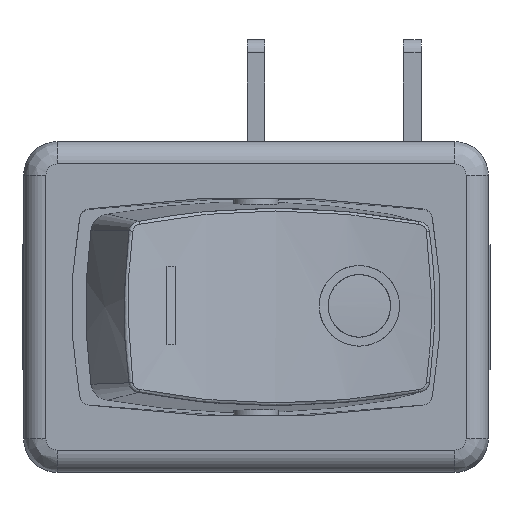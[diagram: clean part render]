
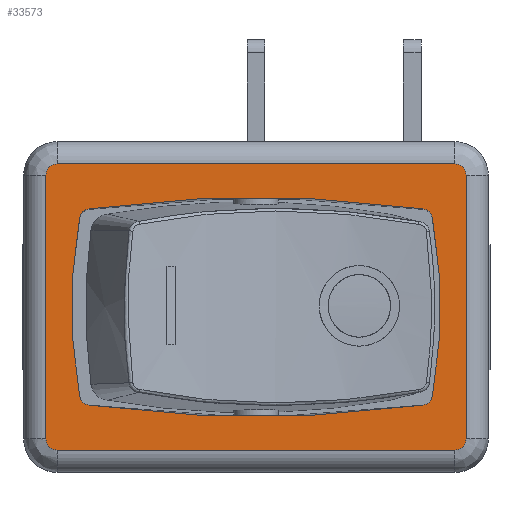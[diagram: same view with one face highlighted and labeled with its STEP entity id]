
A CAD part, top view. The second image highlights one B-rep face of the part: STEP entity #33573.
In plain terms, the highlighted planar face has unit normal (0, 0, 1).
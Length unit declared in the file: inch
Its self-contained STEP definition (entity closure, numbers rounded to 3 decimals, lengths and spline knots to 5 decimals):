
#32727=CARTESIAN_POINT('',(-0.29401,-0.17305,0.62992));
#32728=VERTEX_POINT('',#32727);
#32735=CARTESIAN_POINT('',(0.29401,-0.17305,0.62992));
#32736=VERTEX_POINT('',#32735);
#32737=CARTESIAN_POINT('',(0.,1.97226,0.62992));
#32738=DIRECTION('',(0.0,0.0,-1.0));
#32739=DIRECTION('',(0.136,0.991,0.0));
#32740=AXIS2_PLACEMENT_3D('',#32737,#32738,#32739);
#32741=CIRCLE('',#32740,2.16535);
#32742=EDGE_CURVE('',#32736,#32728,#32741,.T.);
#32773=CARTESIAN_POINT('',(0.3107,-0.15711,0.62992));
#32774=VERTEX_POINT('',#32773);
#32775=CARTESIAN_POINT('',(0.29134,-0.15354,0.62992));
#32776=DIRECTION('',(0.0,0.0,-1.0));
#32777=DIRECTION('',(-0.136,0.991,0.0));
#32778=AXIS2_PLACEMENT_3D('',#32775,#32776,#32777);
#32779=CIRCLE('',#32778,0.01969);
#32780=EDGE_CURVE('',#32774,#32736,#32779,.T.);
#32806=CARTESIAN_POINT('',(0.3107,0.15711,0.62992));
#32807=VERTEX_POINT('',#32806);
#32808=CARTESIAN_POINT('',(-0.54108,0.,0.62992));
#32809=DIRECTION('',(0.0,0.0,-1.0));
#32810=DIRECTION('',(-0.983,0.181,0.0));
#32811=AXIS2_PLACEMENT_3D('',#32808,#32809,#32810);
#32812=CIRCLE('',#32811,0.86614);
#32813=EDGE_CURVE('',#32807,#32774,#32812,.T.);
#32839=CARTESIAN_POINT('',(0.29401,0.17305,0.62992));
#32840=VERTEX_POINT('',#32839);
#32841=CARTESIAN_POINT('',(0.29134,0.15354,0.62992));
#32842=DIRECTION('',(0.0,0.0,-1.0));
#32843=DIRECTION('',(-0.983,-0.181,0.0));
#32844=AXIS2_PLACEMENT_3D('',#32841,#32842,#32843);
#32845=CIRCLE('',#32844,0.01969);
#32846=EDGE_CURVE('',#32840,#32807,#32845,.T.);
#32872=CARTESIAN_POINT('',(-0.29401,0.17305,0.62992));
#32873=VERTEX_POINT('',#32872);
#32874=CARTESIAN_POINT('',(0.,-1.97226,0.62992));
#32875=DIRECTION('',(0.0,0.0,-1.0));
#32876=DIRECTION('',(-0.136,-0.991,0.0));
#32877=AXIS2_PLACEMENT_3D('',#32874,#32875,#32876);
#32878=CIRCLE('',#32877,2.16535);
#32879=EDGE_CURVE('',#32873,#32840,#32878,.T.);
#32910=CARTESIAN_POINT('',(-0.3107,0.15711,0.62992));
#32911=VERTEX_POINT('',#32910);
#32912=CARTESIAN_POINT('',(-0.29134,0.15354,0.62992));
#32913=DIRECTION('',(0.0,0.0,-1.0));
#32914=DIRECTION('',(0.136,-0.991,0.0));
#32915=AXIS2_PLACEMENT_3D('',#32912,#32913,#32914);
#32916=CIRCLE('',#32915,0.01969);
#32917=EDGE_CURVE('',#32911,#32873,#32916,.T.);
#32943=CARTESIAN_POINT('',(-0.3107,-0.15711,0.62992));
#32944=VERTEX_POINT('',#32943);
#32945=CARTESIAN_POINT('',(0.54108,0.,0.62992));
#32946=DIRECTION('',(0.0,0.0,-1.0));
#32947=DIRECTION('',(0.983,-0.181,0.0));
#32948=AXIS2_PLACEMENT_3D('',#32945,#32946,#32947);
#32949=CIRCLE('',#32948,0.86614);
#32950=EDGE_CURVE('',#32944,#32911,#32949,.T.);
#32974=CARTESIAN_POINT('',(-0.29134,-0.15354,0.62992));
#32975=DIRECTION('',(0.0,0.0,-1.0));
#32976=DIRECTION('',(0.983,0.181,0.0));
#32977=AXIS2_PLACEMENT_3D('',#32974,#32975,#32976);
#32978=CIRCLE('',#32977,0.01969);
#32979=EDGE_CURVE('',#32728,#32944,#32978,.T.);
#33026=CARTESIAN_POINT('',(0.37008,0.23228,0.62992));
#33027=VERTEX_POINT('',#33026);
#33035=CARTESIAN_POINT('',(0.37008,-0.23228,0.62992));
#33036=VERTEX_POINT('',#33035);
#33037=CARTESIAN_POINT('',(0.37008,0.23228,0.62992));
#33038=DIRECTION('',(0.0,-1.0,0.0));
#33039=VECTOR('',#33038,0.46457);
#33040=LINE('',#33037,#33039);
#33041=EDGE_CURVE('',#33027,#33036,#33040,.T.);
#33116=CARTESIAN_POINT('',(0.35039,0.25197,0.62992));
#33117=VERTEX_POINT('',#33116);
#33125=CARTESIAN_POINT('',(0.35039,0.23228,0.62992));
#33126=DIRECTION('',(0.0,0.0,-1.0));
#33127=DIRECTION('',(0.707,0.707,0.0));
#33128=AXIS2_PLACEMENT_3D('',#33125,#33126,#33127);
#33129=CIRCLE('',#33128,0.01969);
#33130=EDGE_CURVE('',#33117,#33027,#33129,.T.);
#33196=CARTESIAN_POINT('',(0.35039,-0.25197,0.62992));
#33197=VERTEX_POINT('',#33196);
#33215=CARTESIAN_POINT('',(0.35039,-0.23228,0.62992));
#33216=DIRECTION('',(0.0,0.0,-1.0));
#33217=DIRECTION('',(0.707,-0.707,0.0));
#33218=AXIS2_PLACEMENT_3D('',#33215,#33216,#33217);
#33219=CIRCLE('',#33218,0.01969);
#33220=EDGE_CURVE('',#33036,#33197,#33219,.T.);
#33232=CARTESIAN_POINT('',(-0.35039,0.25197,0.62992));
#33233=VERTEX_POINT('',#33232);
#33241=CARTESIAN_POINT('',(-0.35039,0.25197,0.62992));
#33242=DIRECTION('',(1.0,0.0,0.0));
#33243=VECTOR('',#33242,0.70079);
#33244=LINE('',#33241,#33243);
#33245=EDGE_CURVE('',#33233,#33117,#33244,.T.);
#33262=CARTESIAN_POINT('',(-0.35039,-0.25197,0.62992));
#33263=VERTEX_POINT('',#33262);
#33280=CARTESIAN_POINT('',(0.35039,-0.25197,0.62992));
#33281=DIRECTION('',(-1.0,0.0,0.0));
#33282=VECTOR('',#33281,0.70079);
#33283=LINE('',#33280,#33282);
#33284=EDGE_CURVE('',#33197,#33263,#33283,.T.);
#33344=CARTESIAN_POINT('',(-0.37008,0.23228,0.62992));
#33345=VERTEX_POINT('',#33344);
#33353=CARTESIAN_POINT('',(-0.35039,0.23228,0.62992));
#33354=DIRECTION('',(0.0,0.0,-1.0));
#33355=DIRECTION('',(-0.707,0.707,0.0));
#33356=AXIS2_PLACEMENT_3D('',#33353,#33354,#33355);
#33357=CIRCLE('',#33356,0.01969);
#33358=EDGE_CURVE('',#33345,#33233,#33357,.T.);
#33424=CARTESIAN_POINT('',(-0.37008,-0.23228,0.62992));
#33425=VERTEX_POINT('',#33424);
#33443=CARTESIAN_POINT('',(-0.35039,-0.23228,0.62992));
#33444=DIRECTION('',(0.0,0.0,-1.0));
#33445=DIRECTION('',(-0.707,-0.707,0.0));
#33446=AXIS2_PLACEMENT_3D('',#33443,#33444,#33445);
#33447=CIRCLE('',#33446,0.01969);
#33448=EDGE_CURVE('',#33263,#33425,#33447,.T.);
#33466=CARTESIAN_POINT('',(-0.37008,-0.23228,0.62992));
#33467=DIRECTION('',(0.0,1.0,0.0));
#33468=VECTOR('',#33467,0.46457);
#33469=LINE('',#33466,#33468);
#33470=EDGE_CURVE('',#33425,#33345,#33469,.T.);
#33548=CARTESIAN_POINT('',(-0.40709,-0.27717,0.62992));
#33549=DIRECTION('',(0.0,0.0,1.0));
#33550=DIRECTION('',(1.0,0.0,0.0));
#33551=AXIS2_PLACEMENT_3D('',#33548,#33549,#33550);
#33552=PLANE('',#33551);
#33553=ORIENTED_EDGE('',*,*,#33041,.F.);
#33554=ORIENTED_EDGE('',*,*,#33130,.F.);
#33555=ORIENTED_EDGE('',*,*,#33245,.F.);
#33556=ORIENTED_EDGE('',*,*,#33358,.F.);
#33557=ORIENTED_EDGE('',*,*,#33470,.F.);
#33558=ORIENTED_EDGE('',*,*,#33448,.F.);
#33559=ORIENTED_EDGE('',*,*,#33284,.F.);
#33560=ORIENTED_EDGE('',*,*,#33220,.F.);
#33561=EDGE_LOOP('',(#33553,#33554,#33555,#33556,#33557,#33558,#33559,#33560));
#33562=FACE_OUTER_BOUND('',#33561,.T.);
#33563=ORIENTED_EDGE('',*,*,#32742,.T.);
#33564=ORIENTED_EDGE('',*,*,#32979,.T.);
#33565=ORIENTED_EDGE('',*,*,#32950,.T.);
#33566=ORIENTED_EDGE('',*,*,#32917,.T.);
#33567=ORIENTED_EDGE('',*,*,#32879,.T.);
#33568=ORIENTED_EDGE('',*,*,#32846,.T.);
#33569=ORIENTED_EDGE('',*,*,#32813,.T.);
#33570=ORIENTED_EDGE('',*,*,#32780,.T.);
#33571=EDGE_LOOP('',(#33563,#33564,#33565,#33566,#33567,#33568,#33569,#33570));
#33572=FACE_BOUND('',#33571,.T.);
#33573=ADVANCED_FACE('',(#33562,#33572),#33552,.T.);
